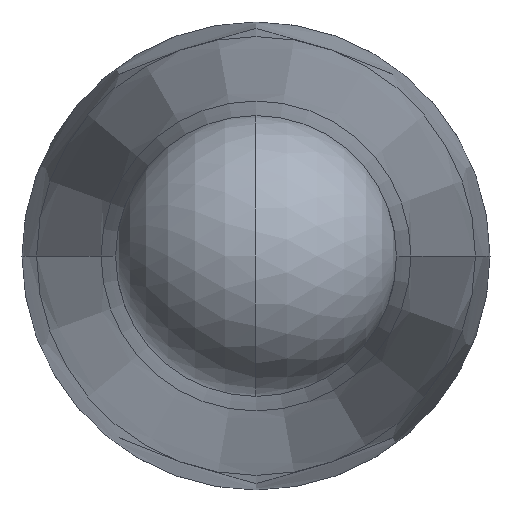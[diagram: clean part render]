
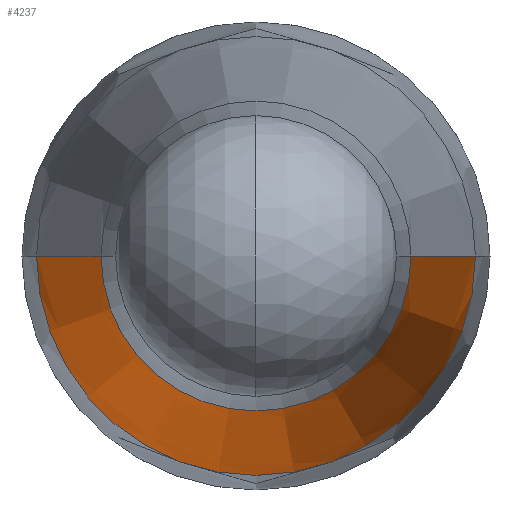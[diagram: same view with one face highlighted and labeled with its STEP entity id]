
A CAD part, left-side view. The second image highlights one B-rep face of the part: STEP entity #4237.
In plain terms, the highlighted conical face has half-angle 3.582 degrees and reference radius 4.687 mm.
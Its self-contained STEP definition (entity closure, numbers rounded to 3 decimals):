
#1029=CONICAL_SURFACE('',#16184,4.687,3.582);
#1850=LINE('',#25319,#3058);
#1851=LINE('',#25323,#3059);
#3058=VECTOR('',#18918,1.);
#3059=VECTOR('',#18921,1.);
#4237=ADVANCED_FACE('',(#5110),#1029,.T.);
#5110=FACE_OUTER_BOUND('',#5998,.T.);
#5998=EDGE_LOOP('',(#8408,#8409,#8410,#8411));
#8408=ORIENTED_EDGE('',*,*,#13386,.T.);
#8409=ORIENTED_EDGE('',*,*,#13387,.T.);
#8410=ORIENTED_EDGE('',*,*,#13388,.F.);
#8411=ORIENTED_EDGE('',*,*,#13389,.F.);
#11590=VERTEX_POINT('',#25312);
#11591=VERTEX_POINT('',#25313);
#11592=VERTEX_POINT('',#25320);
#11593=VERTEX_POINT('',#25322);
#13386=EDGE_CURVE('',#11591,#11590,#15051,.T.);
#13387=EDGE_CURVE('',#11590,#11592,#1850,.T.);
#13388=EDGE_CURVE('',#11593,#11592,#15052,.T.);
#13389=EDGE_CURVE('',#11591,#11593,#1851,.T.);
#15051=CIRCLE('',#16182,3.31);
#15052=CIRCLE('',#16183,4.687);
#16182=AXIS2_PLACEMENT_3D('',#25318,#18916,#18917);
#16183=AXIS2_PLACEMENT_3D('',#25321,#18919,#18920);
#16184=AXIS2_PLACEMENT_3D('',#25324,#18922,#18923);
#18916=DIRECTION('',(1.,0.,0.));
#18917=DIRECTION('',(0.,-1.,0.));
#18918=DIRECTION('',(0.998,0.062,0.));
#18919=DIRECTION('',(1.,0.,0.));
#18920=DIRECTION('',(0.,-1.,0.));
#18921=DIRECTION('',(0.998,-0.062,0.));
#18922=DIRECTION('',(1.,0.,0.));
#18923=DIRECTION('',(0.,1.,0.));
#25312=CARTESIAN_POINT('',(-104.75,3.31,0.));
#25313=CARTESIAN_POINT('',(-104.75,-3.31,0.));
#25318=CARTESIAN_POINT('',(-104.75,0.,0.));
#25319=CARTESIAN_POINT('',(-82.75,4.687,0.));
#25320=CARTESIAN_POINT('',(-82.75,4.687,0.));
#25321=CARTESIAN_POINT('',(-82.75,0.,0.));
#25322=CARTESIAN_POINT('',(-82.75,-4.687,0.));
#25323=CARTESIAN_POINT('',(-82.75,-4.687,0.));
#25324=CARTESIAN_POINT('',(-82.75,0.,0.));
